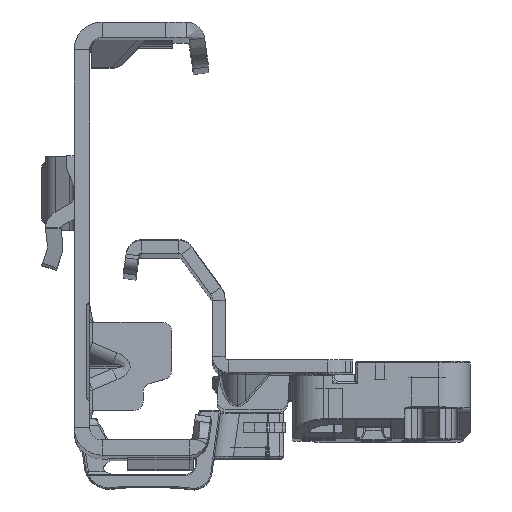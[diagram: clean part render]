
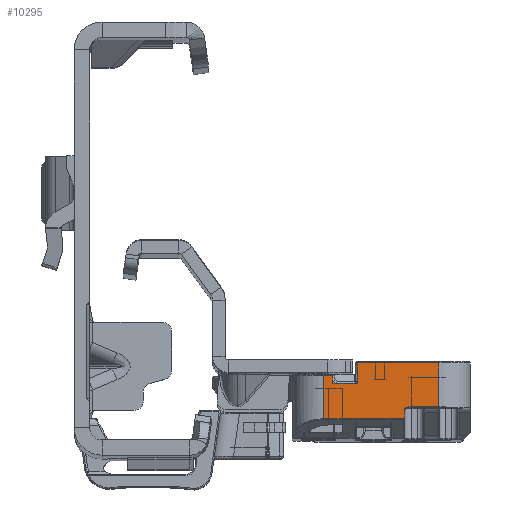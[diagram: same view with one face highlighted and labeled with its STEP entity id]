
A CAD part, top view. The second image highlights one B-rep face of the part: STEP entity #10295.
In plain terms, the highlighted face is planar.
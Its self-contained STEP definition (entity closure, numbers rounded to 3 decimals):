
#143 = CARTESIAN_POINT ( 'NONE',  ( -8.5, -5.2, -284.5 ) ) ;
#1002 = CARTESIAN_POINT ( 'NONE',  ( 3.15, 0.1, -284.5 ) ) ;
#2841 = ORIENTED_EDGE ( 'NONE', *, *, #99525, .F. ) ;
#5742 = AXIS2_PLACEMENT_3D ( 'NONE', #143, #119112, #99553 ) ;
#7417 = DIRECTION ( 'NONE',  ( 1., 0., 0. ) ) ;
#8388 = VERTEX_POINT ( 'NONE', #14697 ) ;
#10295 = ADVANCED_FACE ( 'NONE', ( #66581 ), #96470, .F. ) ;
#10913 = LINE ( 'NONE', #40826, #36906 ) ;
#11014 = LINE ( 'NONE', #101983, #64273 ) ;
#11043 = EDGE_CURVE ( 'NONE', #119200, #59035, #24124, .T. ) ;
#11988 = EDGE_CURVE ( 'NONE', #110663, #37097, #24437, .T. ) ;
#14697 = CARTESIAN_POINT ( 'NONE',  ( -13.7, 2.1, -284.5 ) ) ;
#15776 = CARTESIAN_POINT ( 'NONE',  ( -0.7, 2.1, -284.5 ) ) ;
#16323 = VECTOR ( 'NONE', #43214, 1000. ) ;
#17210 = CARTESIAN_POINT ( 'NONE',  ( 19.8, 2.6, -284.5 ) ) ;
#18493 = VERTEX_POINT ( 'NONE', #30425 ) ;
#19360 = VECTOR ( 'NONE', #122070, 1000. ) ;
#19654 = ORIENTED_EDGE ( 'NONE', *, *, #97858, .T. ) ;
#22662 = CARTESIAN_POINT ( 'NONE',  ( -13.7, 2., -284.5 ) ) ;
#23906 = CARTESIAN_POINT ( 'NONE',  ( -8.273, -6.785, -284.5 ) ) ;
#24124 = LINE ( 'NONE', #33832, #123890 ) ;
#24437 = CIRCLE ( 'NONE', #5742, 0.2 ) ;
#26929 = EDGE_CURVE ( 'NONE', #87502, #8388, #31104, .T. ) ;
#28070 = ORIENTED_EDGE ( 'NONE', *, *, #11988, .T. ) ;
#28868 = VERTEX_POINT ( 'NONE', #61327 ) ;
#28986 = EDGE_CURVE ( 'NONE', #8388, #113237, #44394, .T. ) ;
#29389 = CARTESIAN_POINT ( 'NONE',  ( 4.6, -6.785, -284.5 ) ) ;
#30425 = CARTESIAN_POINT ( 'NONE',  ( -8.273, -6.785, -284.5 ) ) ;
#30524 = DIRECTION ( 'NONE',  ( -1., 0., 0. ) ) ;
#30624 = CARTESIAN_POINT ( 'NONE',  ( -8.5, -5., -284.5 ) ) ;
#31104 = LINE ( 'NONE', #22662, #19360 ) ;
#33832 = CARTESIAN_POINT ( 'NONE',  ( 4.6, -242.444, -284.5 ) ) ;
#35227 = CARTESIAN_POINT ( 'NONE',  ( -13.7, -5., -284.5 ) ) ;
#36906 = VECTOR ( 'NONE', #80446, 1000. ) ;
#37097 = VERTEX_POINT ( 'NONE', #30624 ) ;
#37449 = ORIENTED_EDGE ( 'NONE', *, *, #28986, .T. ) ;
#40826 = CARTESIAN_POINT ( 'NONE',  ( -8.3, 0., -284.5 ) ) ;
#41342 = CARTESIAN_POINT ( 'NONE',  ( -0.75, -1.15, -284.5 ) ) ;
#42188 = CARTESIAN_POINT ( 'NONE',  ( -0.75, -0.9, -284.5 ) ) ;
#43214 = DIRECTION ( 'NONE',  ( 1., 0., 0. ) ) ;
#44012 = CARTESIAN_POINT ( 'NONE',  ( -8.3, -6.71, -284.5 ) ) ;
#44394 = LINE ( 'NONE', #15776, #121233 ) ;
#45746 = CARTESIAN_POINT ( 'NONE',  ( -8.3, -5.2, -284.5 ) ) ;
#47036 = CARTESIAN_POINT ( 'NONE',  ( 4.6, 0.1, -284.5 ) ) ;
#47071 = DIRECTION ( 'NONE',  ( 0., 0., 1. ) ) ;
#48788 = ORIENTED_EDGE ( 'NONE', *, *, #26929, .T. ) ;
#54581 = DIRECTION ( 'NONE',  ( 0., 1., 0. ) ) ;
#56500 = DIRECTION ( 'NONE',  ( 0., 1., 0. ) ) ;
#58823 = EDGE_CURVE ( 'NONE', #124582, #85429, #126201, .T. ) ;
#59035 = VERTEX_POINT ( 'NONE', #115008 ) ;
#59042 = VECTOR ( 'NONE', #103854, 1000. ) ;
#59715 =( BOUNDED_CURVE ( )  B_SPLINE_CURVE ( 3, ( #23906, #93387, #44012, #103777 ),
 .UNSPECIFIED., .F., .F. ) 
 B_SPLINE_CURVE_WITH_KNOTS ( ( 4, 4 ),
 ( 1.047, 1.571 ),
 .UNSPECIFIED. ) 
 CURVE ( )  GEOMETRIC_REPRESENTATION_ITEM ( )  RATIONAL_B_SPLINE_CURVE ( ( 1., 0.977, 0.977, 1. ) ) 
 REPRESENTATION_ITEM ( '' )  );
#61327 = CARTESIAN_POINT ( 'NONE',  ( -8.3, -6.669, -284.5 ) ) ;
#63712 = CARTESIAN_POINT ( 'NONE',  ( 3.15, 0.1, -284.5 ) ) ;
#64273 = VECTOR ( 'NONE', #30524, 1000. ) ;
#64359 = LINE ( 'NONE', #63712, #78319 ) ;
#65488 = ORIENTED_EDGE ( 'NONE', *, *, #70252, .T. ) ;
#65887 = ORIENTED_EDGE ( 'NONE', *, *, #125328, .T. ) ;
#66581 = FACE_OUTER_BOUND ( 'NONE', #126898, .T. ) ;
#66887 = EDGE_CURVE ( 'NONE', #110663, #28868, #10913, .T. ) ;
#67665 = CARTESIAN_POINT ( 'NONE',  ( 19.8, -1.15, -284.5 ) ) ;
#70252 = EDGE_CURVE ( 'NONE', #119200, #18493, #11014, .T. ) ;
#77195 = CARTESIAN_POINT ( 'NONE',  ( -0.75, 2.1, -284.5 ) ) ;
#78319 = VECTOR ( 'NONE', #54581, 1000. ) ;
#78934 = DIRECTION ( 'NONE',  ( 1., 0., 0. ) ) ;
#79919 = ORIENTED_EDGE ( 'NONE', *, *, #127304, .T. ) ;
#80219 = LINE ( 'NONE', #83239, #104013 ) ;
#80446 = DIRECTION ( 'NONE',  ( 0., -1., 0. ) ) ;
#82096 = DIRECTION ( 'NONE',  ( 1., 0., 0. ) ) ;
#83239 = CARTESIAN_POINT ( 'NONE',  ( -8.3, -5., -284.5 ) ) ;
#85429 = VERTEX_POINT ( 'NONE', #99280 ) ;
#87502 = VERTEX_POINT ( 'NONE', #35227 ) ;
#90098 = EDGE_CURVE ( 'NONE', #113237, #124582, #124037, .T. ) ;
#91820 = ORIENTED_EDGE ( 'NONE', *, *, #58823, .T. ) ;
#92904 = ORIENTED_EDGE ( 'NONE', *, *, #90098, .T. ) ;
#93387 = CARTESIAN_POINT ( 'NONE',  ( -8.291, -6.749, -284.5 ) ) ;
#96470 = PLANE ( 'NONE',  #119564 ) ;
#97858 = EDGE_CURVE ( 'NONE', #18493, #28868, #59715, .T. ) ;
#99280 = CARTESIAN_POINT ( 'NONE',  ( 3.15, -1.15, -284.5 ) ) ;
#99525 = EDGE_CURVE ( 'NONE', #87502, #37097, #80219, .T. ) ;
#99553 = DIRECTION ( 'NONE',  ( 1., 0., 0. ) ) ;
#101983 = CARTESIAN_POINT ( 'NONE',  ( -8.3, -6.785, -284.5 ) ) ;
#103777 = CARTESIAN_POINT ( 'NONE',  ( -8.3, -6.669, -284.5 ) ) ;
#103854 = DIRECTION ( 'NONE',  ( 0., -1., 0. ) ) ;
#104013 = VECTOR ( 'NONE', #78934, 1000. ) ;
#105064 = ORIENTED_EDGE ( 'NONE', *, *, #66887, .F. ) ;
#110663 = VERTEX_POINT ( 'NONE', #45746 ) ;
#113237 = VERTEX_POINT ( 'NONE', #77195 ) ;
#113463 = ORIENTED_EDGE ( 'NONE', *, *, #11043, .F. ) ;
#114724 = DIRECTION ( 'NONE',  ( 1., 0., 0. ) ) ;
#115008 = CARTESIAN_POINT ( 'NONE',  ( 4.6, 0.1, -284.5 ) ) ;
#119112 = DIRECTION ( 'NONE',  ( 0., 0., 1. ) ) ;
#119200 = VERTEX_POINT ( 'NONE', #29389 ) ;
#119564 = AXIS2_PLACEMENT_3D ( 'NONE', #17210, #47071, #114724 ) ;
#121233 = VECTOR ( 'NONE', #82096, 1000. ) ;
#122070 = DIRECTION ( 'NONE',  ( 0., 1., 0. ) ) ;
#122323 = VECTOR ( 'NONE', #7417, 1000. ) ;
#123295 = VERTEX_POINT ( 'NONE', #1002 ) ;
#123890 = VECTOR ( 'NONE', #56500, 1000. ) ;
#124037 = LINE ( 'NONE', #42188, #59042 ) ;
#124582 = VERTEX_POINT ( 'NONE', #41342 ) ;
#125095 = LINE ( 'NONE', #47036, #122323 ) ;
#125328 = EDGE_CURVE ( 'NONE', #85429, #123295, #64359, .T. ) ;
#126201 = LINE ( 'NONE', #67665, #16323 ) ;
#126898 = EDGE_LOOP ( 'NONE', ( #91820, #65887, #79919, #113463, #65488, #19654, #105064, #28070, #2841, #48788, #37449, #92904 ) ) ;
#127304 = EDGE_CURVE ( 'NONE', #123295, #59035, #125095, .T. ) ;
